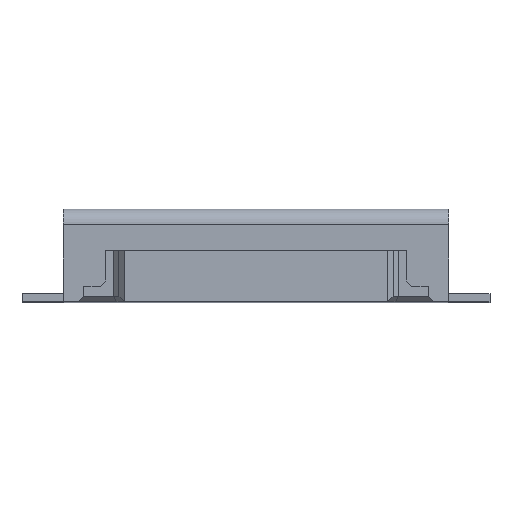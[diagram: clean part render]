
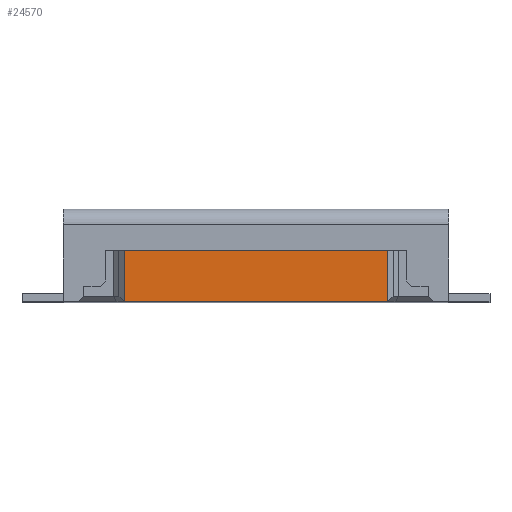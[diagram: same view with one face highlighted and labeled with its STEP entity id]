
A CAD part, top view. The second image highlights one B-rep face of the part: STEP entity #24570.
In plain terms, the highlighted planar face has unit normal (0, 0, 1).
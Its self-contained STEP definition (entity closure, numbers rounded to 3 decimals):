
#21970=CARTESIAN_POINT('',(-1.285,0.,7.74));
#21980=VERTEX_POINT('',#21970);
#23360=CARTESIAN_POINT('',(1.285,0.5,7.74));
#23370=VERTEX_POINT('',#23360);
#23450=CARTESIAN_POINT('',(1.285,0.,7.74));
#23460=VERTEX_POINT('',#23450);
#23490=CARTESIAN_POINT('',(1.285,0.,7.74));
#23500=DIRECTION('',(0.,1.,0.));
#23510=VECTOR('',#23500,1.);
#23520=LINE('',#23490,#23510);
#23530=EDGE_CURVE('',#23460,#23370,#23520,.T.);
#24110=CARTESIAN_POINT('',(0.,0.5,7.74));
#24120=DIRECTION('',(1.,0.,0.));
#24130=VECTOR('',#24120,1.);
#24140=LINE('',#24110,#24130);
#24150=CARTESIAN_POINT('',(-1.285,0.5,7.74));
#24160=VERTEX_POINT('',#24150);
#24170=EDGE_CURVE('',#24160,#23370,#24140,.T.);
#24360=CARTESIAN_POINT('',(-1.335,0.,7.74));
#24370=DIRECTION('',(0.,0.,-1.));
#24380=DIRECTION('',(-1.,0.,0.));
#24390=AXIS2_PLACEMENT_3D('',#24360,#24370,#24380);
#24400=PLANE('',#24390);
#24410=ORIENTED_EDGE('',*,*,#24170,.F.);
#24420=ORIENTED_EDGE('',*,*,#23530,.T.);
#24430=CARTESIAN_POINT('',(0.,0.,7.74));
#24440=DIRECTION('',(-1.,0.,0.));
#24450=VECTOR('',#24440,1.);
#24460=LINE('',#24430,#24450);
#24470=EDGE_CURVE('',#23460,#21980,#24460,.T.);
#24480=ORIENTED_EDGE('',*,*,#24470,.F.);
#24490=CARTESIAN_POINT('',(-1.285,0.,7.74));
#24500=DIRECTION('',(0.,1.,0.));
#24510=VECTOR('',#24500,1.);
#24520=LINE('',#24490,#24510);
#24530=EDGE_CURVE('',#21980,#24160,#24520,.T.);
#24540=ORIENTED_EDGE('',*,*,#24530,.F.);
#24550=EDGE_LOOP('',(#24540,#24480,#24420,#24410));
#24560=FACE_OUTER_BOUND('',#24550,.T.);
#24570=ADVANCED_FACE('',(#24560),#24400,.F.);
